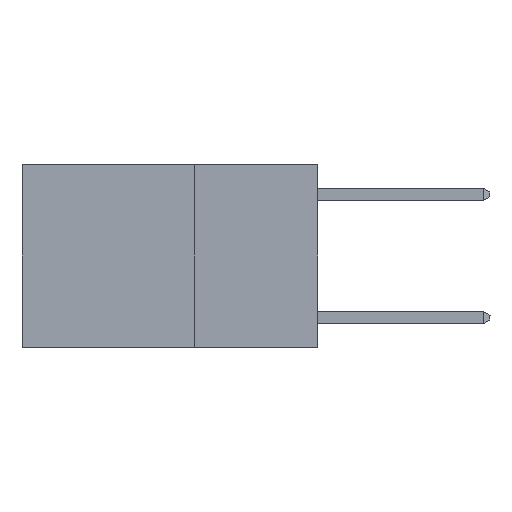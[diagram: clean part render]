
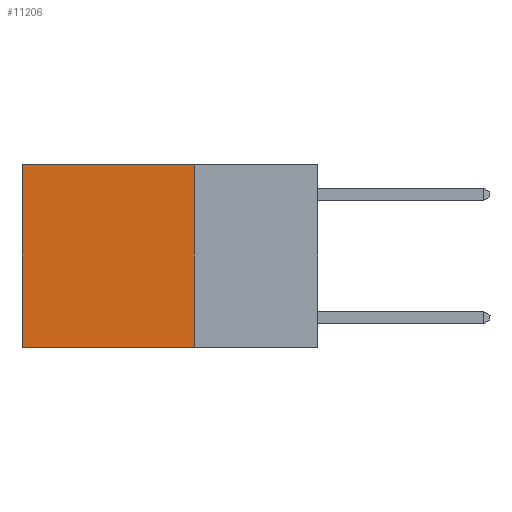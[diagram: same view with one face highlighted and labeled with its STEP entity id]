
A CAD part, left-side view. The second image highlights one B-rep face of the part: STEP entity #11206.
In plain terms, the highlighted planar face has unit normal (-1, 0, 0).
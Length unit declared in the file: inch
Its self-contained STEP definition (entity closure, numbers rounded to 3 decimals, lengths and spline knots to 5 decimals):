
#203 = DIRECTION ( 'NONE',  ( 0., 0., -1. ) ) ;
#2420 = VECTOR ( 'NONE', #7313, 39.37008 ) ;
#3282 = DIRECTION ( 'NONE',  ( 1., 0., 0. ) ) ;
#4108 = EDGE_CURVE ( 'NONE', #13653, #8356, #7375, .T. ) ;
#4654 = ORIENTED_EDGE ( 'NONE', *, *, #4108, .T. ) ;
#4655 = FACE_OUTER_BOUND ( 'NONE', #23629, .T. ) ;
#5062 = CARTESIAN_POINT ( 'NONE',  ( 0.2625, 0.25, 0. ) ) ;
#5812 = VECTOR ( 'NONE', #27677, 39.37008 ) ;
#7313 = DIRECTION ( 'NONE',  ( 0., 1., 0. ) ) ;
#7375 = LINE ( 'NONE', #5062, #29272 ) ;
#8356 = VERTEX_POINT ( 'NONE', #12833 ) ;
#8530 = LINE ( 'NONE', #21670, #21121 ) ;
#8554 = ORIENTED_EDGE ( 'NONE', *, *, #28616, .T. ) ;
#9937 = VERTEX_POINT ( 'NONE', #25629 ) ;
#10962 = CARTESIAN_POINT ( 'NONE',  ( 0.2625, 0.25, 0. ) ) ;
#11126 = CARTESIAN_POINT ( 'NONE',  ( 0.2625, 0.6, 0. ) ) ;
#11206 = ADVANCED_FACE ( 'NONE', ( #4655 ), #24932, .F. ) ;
#12223 = ORIENTED_EDGE ( 'NONE', *, *, #29998, .F. ) ;
#12833 = CARTESIAN_POINT ( 'NONE',  ( 0.2625, 0.6, 0. ) ) ;
#13653 = VERTEX_POINT ( 'NONE', #10962 ) ;
#14716 = LINE ( 'NONE', #24300, #2420 ) ;
#15015 = ORIENTED_EDGE ( 'NONE', *, *, #22432, .F. ) ;
#15270 = DIRECTION ( 'NONE',  ( 0., 0., -1. ) ) ;
#17744 = AXIS2_PLACEMENT_3D ( 'NONE', #29308, #3282, #15270 ) ;
#21121 = VECTOR ( 'NONE', #203, 39.37008 ) ;
#21631 = DIRECTION ( 'NONE',  ( 0., 1., 0. ) ) ;
#21670 = CARTESIAN_POINT ( 'NONE',  ( 0.2625, 0.25, 0. ) ) ;
#22432 = EDGE_CURVE ( 'NONE', #13653, #9937, #8530, .T. ) ;
#23629 = EDGE_LOOP ( 'NONE', ( #8554, #12223, #15015, #4654 ) ) ;
#24292 = VERTEX_POINT ( 'NONE', #24850 ) ;
#24300 = CARTESIAN_POINT ( 'NONE',  ( 0.2625, 0.25, -0.37 ) ) ;
#24850 = CARTESIAN_POINT ( 'NONE',  ( 0.2625, 0.6, -0.37 ) ) ;
#24932 = PLANE ( 'NONE',  #17744 ) ;
#25629 = CARTESIAN_POINT ( 'NONE',  ( 0.2625, 0.25, -0.37 ) ) ;
#25806 = LINE ( 'NONE', #11126, #5812 ) ;
#27677 = DIRECTION ( 'NONE',  ( 0., 0., -1. ) ) ;
#28616 = EDGE_CURVE ( 'NONE', #8356, #24292, #25806, .T. ) ;
#29272 = VECTOR ( 'NONE', #21631, 39.37008 ) ;
#29308 = CARTESIAN_POINT ( 'NONE',  ( 0.2625, 0.25, 0. ) ) ;
#29998 = EDGE_CURVE ( 'NONE', #9937, #24292, #14716, .T. ) ;
